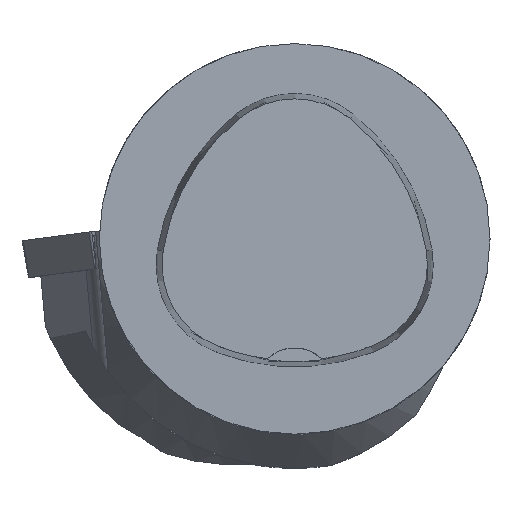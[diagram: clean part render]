
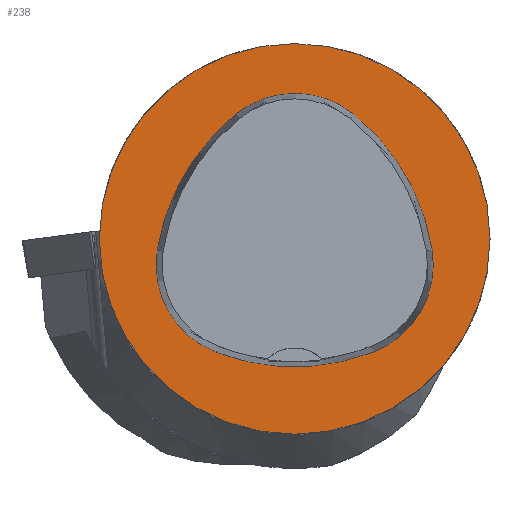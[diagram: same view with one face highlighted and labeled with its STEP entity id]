
A CAD part, top view. The second image highlights one B-rep face of the part: STEP entity #238.
In plain terms, the highlighted planar face has unit normal (0, 0, 1).
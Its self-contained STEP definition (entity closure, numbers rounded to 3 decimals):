
#238=ADVANCED_FACE('',(#446,#447),#281,.T.);
#281=PLANE('',#1312);
#446=FACE_BOUND('',#504,.T.);
#447=FACE_BOUND('',#505,.T.);
#504=EDGE_LOOP('',(#719,#720,#721,#722,#723,#724));
#505=EDGE_LOOP('',(#725));
#719=ORIENTED_EDGE('',*,*,#1061,.T.);
#720=ORIENTED_EDGE('',*,*,#1041,.T.);
#721=ORIENTED_EDGE('',*,*,#1045,.T.);
#722=ORIENTED_EDGE('',*,*,#1048,.T.);
#723=ORIENTED_EDGE('',*,*,#1051,.T.);
#724=ORIENTED_EDGE('',*,*,#1059,.T.);
#725=ORIENTED_EDGE('',*,*,#1032,.F.);
#911=VERTEX_POINT('',#2148);
#920=VERTEX_POINT('',#2167);
#921=VERTEX_POINT('',#2168);
#924=VERTEX_POINT('',#2176);
#926=VERTEX_POINT('',#2182);
#928=VERTEX_POINT('',#2188);
#935=VERTEX_POINT('',#2209);
#1032=EDGE_CURVE('',#911,#911,#1113,.T.);
#1041=EDGE_CURVE('',#920,#921,#1114,.T.);
#1045=EDGE_CURVE('',#921,#924,#1116,.T.);
#1048=EDGE_CURVE('',#924,#926,#1118,.T.);
#1051=EDGE_CURVE('',#926,#928,#1120,.T.);
#1059=EDGE_CURVE('',#928,#935,#1124,.T.);
#1061=EDGE_CURVE('',#935,#920,#1126,.T.);
#1113=CIRCLE('',#1284,25.);
#1114=CIRCLE('',#1290,28.);
#1116=CIRCLE('',#1293,12.);
#1118=CIRCLE('',#1296,28.);
#1120=CIRCLE('',#1299,12.);
#1124=CIRCLE('',#1304,28.);
#1126=CIRCLE('',#1307,12.);
#1284=AXIS2_PLACEMENT_3D('',#2147,#1532,#1533);
#1290=AXIS2_PLACEMENT_3D('',#2166,#1548,#1549);
#1293=AXIS2_PLACEMENT_3D('',#2175,#1556,#1557);
#1296=AXIS2_PLACEMENT_3D('',#2181,#1563,#1564);
#1299=AXIS2_PLACEMENT_3D('',#2187,#1570,#1571);
#1304=AXIS2_PLACEMENT_3D('',#2210,#1582,#1583);
#1307=AXIS2_PLACEMENT_3D('',#2213,#1588,#1589);
#1312=AXIS2_PLACEMENT_3D('',#2218,#1598,#1599);
#1532=DIRECTION('',(0.,0.,-1.));
#1533=DIRECTION('',(-1.,0.,0.));
#1548=DIRECTION('',(0.,0.,-1.));
#1549=DIRECTION('',(-1.,0.,0.));
#1556=DIRECTION('',(0.,0.,-1.));
#1557=DIRECTION('',(-1.,0.,0.));
#1563=DIRECTION('',(0.,0.,-1.));
#1564=DIRECTION('',(-1.,0.,0.));
#1570=DIRECTION('',(0.,0.,-1.));
#1571=DIRECTION('',(-1.,0.,0.));
#1582=DIRECTION('',(0.,0.,-1.));
#1583=DIRECTION('',(-1.,0.,0.));
#1588=DIRECTION('',(0.,0.,-1.));
#1589=DIRECTION('',(-1.,0.,0.));
#1598=DIRECTION('',(0.,0.,1.));
#1599=DIRECTION('',(1.,0.,0.));
#2147=CARTESIAN_POINT('',(0.,0.,0.));
#2148=CARTESIAN_POINT('',(-25.,0.,0.));
#2166=CARTESIAN_POINT('',(10.068,-5.824,0.));
#2167=CARTESIAN_POINT('',(-17.584,-1.424,0.));
#2168=CARTESIAN_POINT('',(-7.531,15.953,0.));
#2175=CARTESIAN_POINT('',(0.011,6.62,0.));
#2176=CARTESIAN_POINT('',(7.567,15.942,0.));
#2181=CARTESIAN_POINT('',(-10.063,-5.81,0.));
#2182=CARTESIAN_POINT('',(17.59,-1.418,0.));
#2187=CARTESIAN_POINT('',(5.739,-3.3,0.));
#2188=CARTESIAN_POINT('',(10.05,-14.499,0.));
#2209=CARTESIAN_POINT('',(-10.025,-14.516,0.));
#2210=CARTESIAN_POINT('',(-0.01,11.631,0.));
#2213=CARTESIAN_POINT('',(-5.733,-3.31,0.));
#2218=CARTESIAN_POINT('',(0.,0.,0.));
